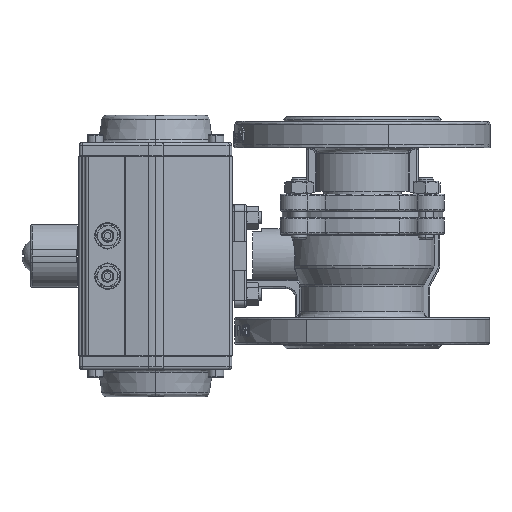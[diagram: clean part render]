
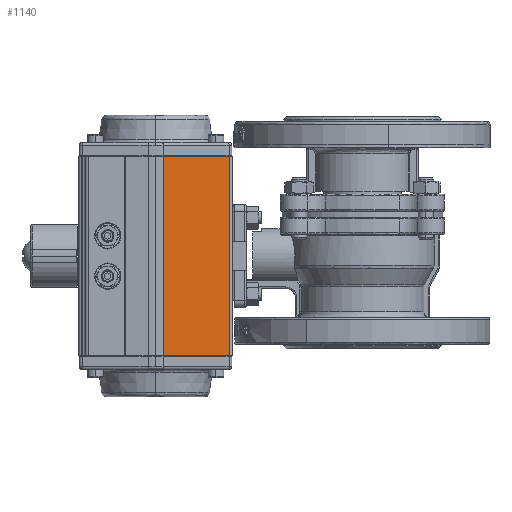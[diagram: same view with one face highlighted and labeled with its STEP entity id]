
A CAD part, front view. The second image highlights one B-rep face of the part: STEP entity #1140.
In plain terms, the highlighted planar face has unit normal (-0.116, 0.993, 0).
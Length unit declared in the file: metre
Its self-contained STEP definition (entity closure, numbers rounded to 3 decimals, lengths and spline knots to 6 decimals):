
#139 = DIRECTION ( 'NONE',  ( -0.993, -0.115, 0. ) ) ;
#1140 = ADVANCED_FACE ( 'NONE', ( #38882 ), #72146, .T. ) ;
#1539 = DIRECTION ( 'NONE',  ( 0., 0., 1. ) ) ;
#3017 = VECTOR ( 'NONE', #1539, 1. ) ;
#3084 = LINE ( 'NONE', #69030, #57944 ) ;
#12705 = EDGE_CURVE ( 'NONE', #58410, #79941, #26145, .T. ) ;
#13025 = EDGE_CURVE ( 'NONE', #79941, #56402, #92218, .T. ) ;
#17955 = ORIENTED_EDGE ( 'NONE', *, *, #83521, .T. ) ;
#18365 = DIRECTION ( 'NONE',  ( 0.993, 0.115, 0. ) ) ;
#26145 = LINE ( 'NONE', #101306, #76485 ) ;
#26344 = CARTESIAN_POINT ( 'NONE',  ( -0.068347, -0.033415, 0.216 ) ) ;
#28530 = DIRECTION ( 'NONE',  ( 0.993, 0.115, 0. ) ) ;
#31883 = ORIENTED_EDGE ( 'NONE', *, *, #12705, .T. ) ;
#34415 = CARTESIAN_POINT ( 'NONE',  ( -0.068347, -0.033415, 0.087 ) ) ;
#35556 = DIRECTION ( 'NONE',  ( -0.115, 0.993, 0. ) ) ;
#38882 = FACE_OUTER_BOUND ( 'NONE', #105245, .T. ) ;
#40398 = CARTESIAN_POINT ( 'NONE',  ( -0.111479, -0.038429, 0.087 ) ) ;
#42938 = LINE ( 'NONE', #84893, #3017 ) ;
#54399 = EDGE_CURVE ( 'NONE', #56402, #70076, #42938, .T. ) ;
#56402 = VERTEX_POINT ( 'NONE', #40398 ) ;
#57944 = VECTOR ( 'NONE', #18365, 1. ) ;
#58410 = VERTEX_POINT ( 'NONE', #100318 ) ;
#63028 = CARTESIAN_POINT ( 'NONE',  ( -0.068347, -0.033415, 0.087 ) ) ;
#69030 = CARTESIAN_POINT ( 'NONE',  ( -0.068347, -0.033415, 0.216 ) ) ;
#69208 = DIRECTION ( 'NONE',  ( 0., 0., -1. ) ) ;
#70076 = VERTEX_POINT ( 'NONE', #99957 ) ;
#72146 = PLANE ( 'NONE',  #100543 ) ;
#73068 = VECTOR ( 'NONE', #139, 1. ) ;
#76485 = VECTOR ( 'NONE', #69208, 1. ) ;
#79941 = VERTEX_POINT ( 'NONE', #63028 ) ;
#83521 = EDGE_CURVE ( 'NONE', #70076, #58410, #3084, .T. ) ;
#84893 = CARTESIAN_POINT ( 'NONE',  ( -0.111479, -0.038429, 0.216 ) ) ;
#92218 = LINE ( 'NONE', #34415, #73068 ) ;
#99957 = CARTESIAN_POINT ( 'NONE',  ( -0.111479, -0.038429, 0.216 ) ) ;
#100318 = CARTESIAN_POINT ( 'NONE',  ( -0.068347, -0.033415, 0.216 ) ) ;
#100543 = AXIS2_PLACEMENT_3D ( 'NONE', #26344, #35556, #28530 ) ;
#101306 = CARTESIAN_POINT ( 'NONE',  ( -0.068347, -0.033415, 0.216 ) ) ;
#104349 = ORIENTED_EDGE ( 'NONE', *, *, #54399, .T. ) ;
#105092 = ORIENTED_EDGE ( 'NONE', *, *, #13025, .T. ) ;
#105245 = EDGE_LOOP ( 'NONE', ( #31883, #105092, #104349, #17955 ) ) ;
